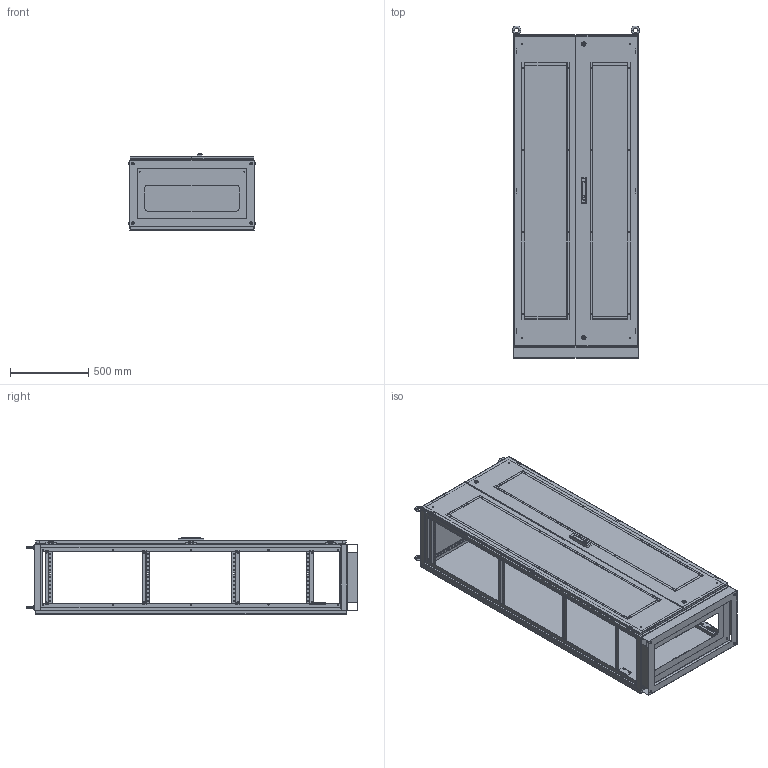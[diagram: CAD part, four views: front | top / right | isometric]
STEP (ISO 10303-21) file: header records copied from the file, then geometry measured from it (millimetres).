
FILE_DESCRIPTION (( 'STEP AP203' ), '1' );
FILE_NAME ('YKM1-C3-2084-2D-31 Øêàô íàïîëüíûé öåëüíîñâàðíîé ÂÐÓ-1 18.80.45-2Ä IP31 TITAN.STEP', '2021-01-29T11:38:20', ( '' ), ( '' ), 'SwSTEP 2.0', 'SolidWorks 2017', '' );
FILE_SCHEMA (( 'CONFIG_CONTROL_DESIGN' ));
Length unit declared in the file: millimetre
Products named in the file (6): YKM1-C3-2084-2D-31 Øêàô íàïîëüíûé öåëüíîñâàðíîé ÂÐÓ-1 18.80.45-2Ä IP31 TITAN; Ñòåíêà çàäíÿÿ äëÿ ÂÐÓ-õ 2000õ800 IP31; Öîêîëü äëÿ ÂÐÓ 800õ450; Äâåðü äëÿ ÂÐÓ 2000õ800 IP31 Ëåâàÿ; Äâåðü äëÿ ÂÐÓ 2000õ800 IP31 Ïðàâàÿ; Îáîëî÷êà ÂÐÓ-1 2000õ800õ450 IP31 -2Ä
Assembly tree (5 placements, depth 2):
  YKM1-C3-2084-2D-31 Øêàô íàïîëüíûé öåëüíîñâàðíîé ÂÐÓ-1 18.80.45-2Ä IP31 TITAN
    Îáîëî÷êà ÂÐÓ-1 2000õ800õ450 IP31 -2Ä
    Ñòåíêà çàäíÿÿ äëÿ ÂÐÓ-õ 2000õ800 IP31
    Öîêîëü äëÿ ÂÐÓ 800õ450
    Äâåðü äëÿ ÂÐÓ 2000õ800 IP31 Ëåâàÿ
    Äâåðü äëÿ ÂÐÓ 2000õ800 IP31 Ïðàâàÿ
Bounding box: 814 x 2126 x 489.4 mm (x, y, z)
Volume: 9500338 mm3; surface area: 12105383.8 mm2
Topology: 69 solids, 69 shells, 3785 faces, 10310 edges, 6726 vertices
Faces by surface type: plane 2065, cylinder 1418, cone 216, torus 42, sphere 28, bspline 16
Entity records: 128102 total; most frequent: CARTESIAN_POINT 27481, ORIENTED_EDGE 20604, DIRECTION 20410, EDGE_CURVE 10302, AXIS2_PLACEMENT_3D 6947, VERTEX_POINT 6726, LINE 6516, VECTOR 6516
